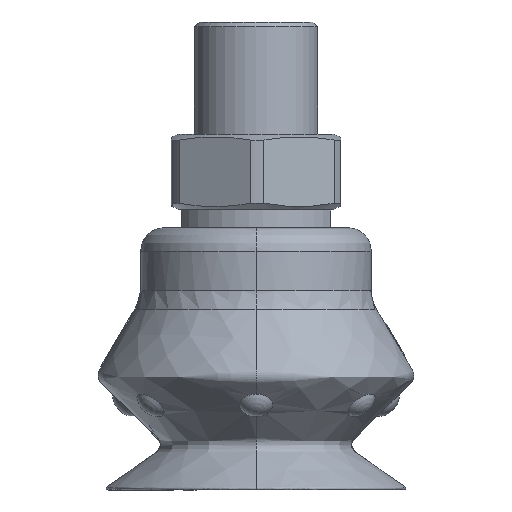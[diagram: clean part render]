
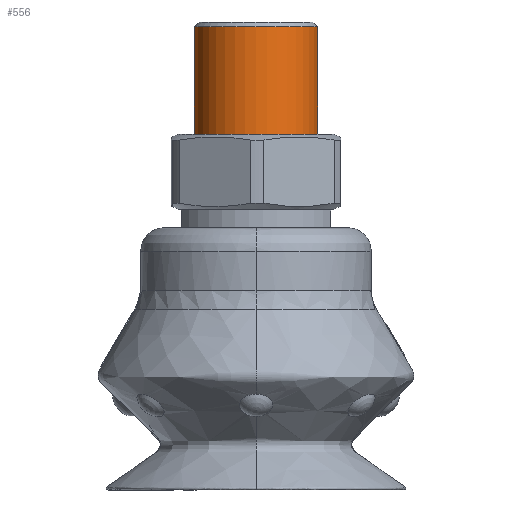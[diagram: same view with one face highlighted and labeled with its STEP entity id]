
A CAD part, front view. The second image highlights one B-rep face of the part: STEP entity #556.
In plain terms, the highlighted cylindrical face has radius 6.579 mm (diameter 13.157 mm), a full revolution.
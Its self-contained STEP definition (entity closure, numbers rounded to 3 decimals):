
#556 = ADVANCED_FACE( '', ( #1311, #1312 ), #1313, .T. );
#1311 = FACE_OUTER_BOUND( '', #3827, .T. );
#1312 = FACE_OUTER_BOUND( '', #3828, .T. );
#1313 = CYLINDRICAL_SURFACE( '', #3829, 6.579 );
#3827 = EDGE_LOOP( '', ( #11147 ) );
#3828 = EDGE_LOOP( '', ( #11148 ) );
#3829 = AXIS2_PLACEMENT_3D( '', #11149, #11150, #11151 );
#11147 = ORIENTED_EDGE( '', *, *, #14025, .T. );
#11148 = ORIENTED_EDGE( '', *, *, #13925, .F. );
#11149 = CARTESIAN_POINT( '', ( 0., 0., 54. ) );
#11150 = DIRECTION( '', ( 0., 0., 1. ) );
#11151 = DIRECTION( '', ( -1., 0., 0. ) );
#13925 = EDGE_CURVE( '', #15321, #15321, #15322, .T. );
#14025 = EDGE_CURVE( '', #15486, #15486, #15487, .T. );
#15321 = VERTEX_POINT( '', #18436 );
#15322 = CIRCLE( '', #18437, 6.579 );
#15486 = VERTEX_POINT( '', #19036 );
#15487 = CIRCLE( '', #19037, 6.579 );
#18436 = CARTESIAN_POINT( '', ( -6.579, 0., 10.002 ) );
#18437 = AXIS2_PLACEMENT_3D( '', #22986, #22987, #22988 );
#19036 = CARTESIAN_POINT( '', ( -6.579, 0., 27.502 ) );
#19037 = AXIS2_PLACEMENT_3D( '', #23063, #23064, #23065 );
#22986 = CARTESIAN_POINT( '', ( 0., 0., 10.002 ) );
#22987 = DIRECTION( '', ( 0., 0., -1. ) );
#22988 = DIRECTION( '', ( -1., 0., 0. ) );
#23063 = CARTESIAN_POINT( '', ( 0., 0., 27.502 ) );
#23064 = DIRECTION( '', ( 0., 0., -1. ) );
#23065 = DIRECTION( '', ( -1., 0., 0. ) );
